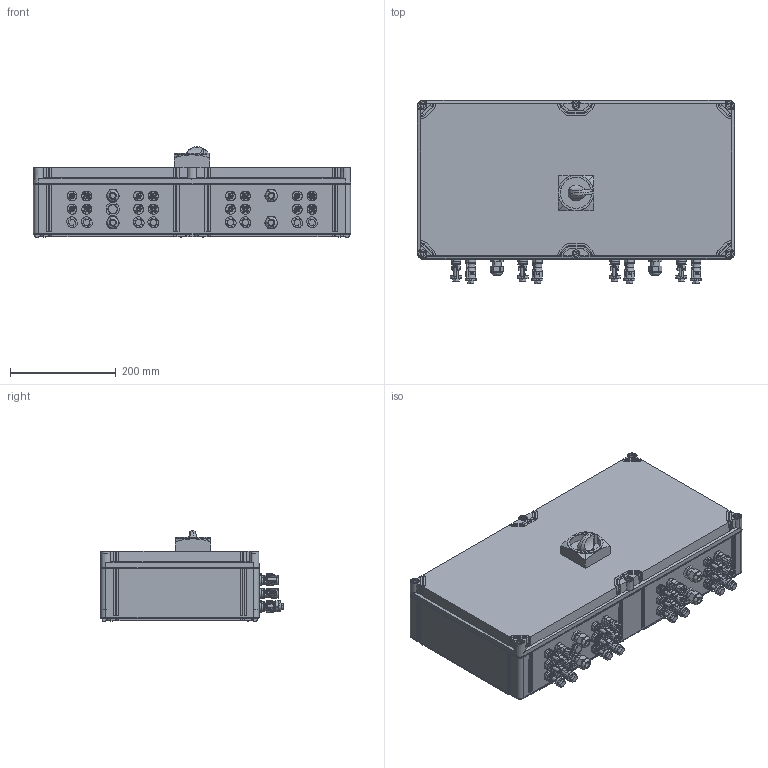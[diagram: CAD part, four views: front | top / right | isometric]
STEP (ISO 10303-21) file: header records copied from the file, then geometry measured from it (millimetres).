
FILE_DESCRIPTION(('CATIA V5 STEP Exchange','CAx-IF Rec.Pracs.--- Model Styling and Organization---1.5--- 2016-08-15','CAx-IF Rec.Pracs.---Supplemental Geometry---1.0---2011-11-01','CAx-IF Rec.Pracs.--- Composite Materials ---1.1---2010-07-15'),'2;1');
FILE_NAME ('D1653250_0', '2025-04-09T10:53:22+00:00', ('none'), ('Weidmueller'), 'CATIA Version 5-6 Release 2022 SP4 HF5', 'CATIA V5 STEP AP214 v3', 'none');
FILE_SCHEMA(('AUTOMOTIVE_DESIGN { 1 0 10303 214 1 1 1 1 }'));
Products named in the file (1): S3D_PVN_DC_3IF_3O_2MPP_SW_SPD1R_EVO
Bounding box: 600 x 346.23 x 171.1 mm (x, y, z)
Volume: 23366834.5 mm3; surface area: 721219.1 mm2
Topology: 1 solids, 1 shells, 3040 faces, 9773 edges, 6920 vertices
Faces by surface type: plane 1395, cylinder 1009, torus 268, bspline 236, cone 104, extrusion 24, revolution 2, sphere 2
Entity records: 130465 total; most frequent: CARTESIAN_POINT 47381, ORIENTED_EDGE 19536, DIRECTION 11998, EDGE_CURVE 9768, VERTEX_POINT 6920, AXIS2_PLACEMENT_3D 5401, VECTOR 4131, LINE 4107
